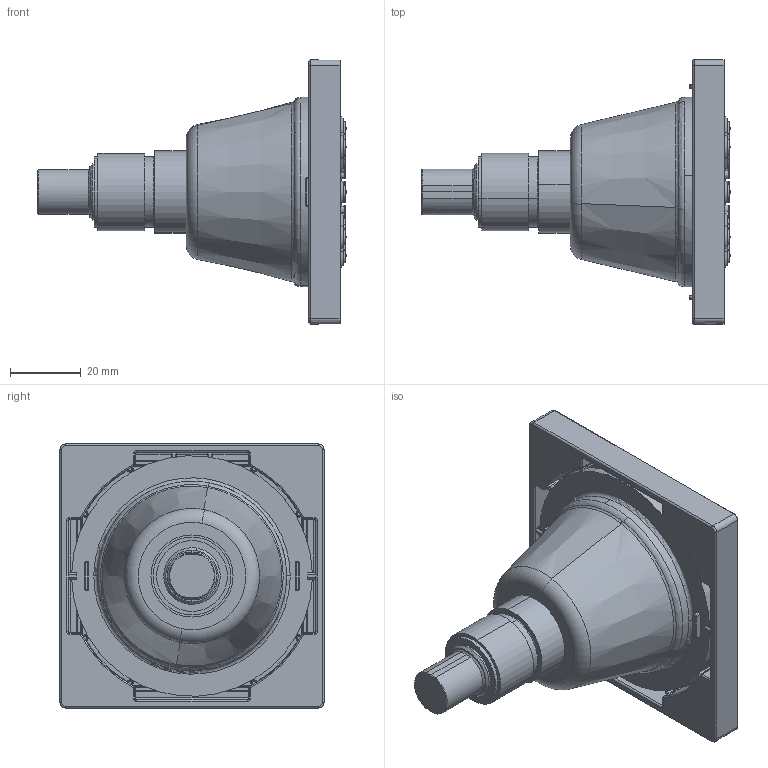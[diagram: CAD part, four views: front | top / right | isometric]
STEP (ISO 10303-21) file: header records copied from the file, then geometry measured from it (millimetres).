
FILE_DESCRIPTION(/* description */ ('AP214 STEP file'),/* implementation_level */ '2;1');
FILE_NAME(/* name */ '26742000_out.stp',/* time_stamp */ '2026-03-03T11:26:29+01:00',/* author */ (''),/* organization */ (''),/* preprocessor_version */ 'ST-DEVELOPER v18.1',/* originating_system */ 'Elysium Co. Ltd. STEP Translator v8.3.0.0',/* authorisation */ '');
FILE_SCHEMA (('AUTOMOTIVE_DESIGN { 1 0 10303 214 3 1 1 }'));
Length unit declared in the file: millimetre
Products named in the file (1): 26742000_extract
Bounding box: 87.17 x 74.65 x 74.65 mm (x, y, z)
Volume: 109757.3 mm3; surface area: 27864 mm2
Topology: 1 solids, 1 shells, 1314 faces, 3488 edges, 2215 vertices
Faces by surface type: cylinder 380, bspline 373, plane 236, torus 154, cone 78, sphere 61, extrusion 32
Entity records: 87813 total; most frequent: CARTESIAN_POINT 50927, ORIENTED_EDGE 6920, EDGE_CURVE 3460, STYLED_ITEM 2648, VERTEX_POINT 2176, B_SPLINE_CURVE_WITH_KNOTS 1801, DIRECTION 1588, AXIS2_PLACEMENT_3D 1577
